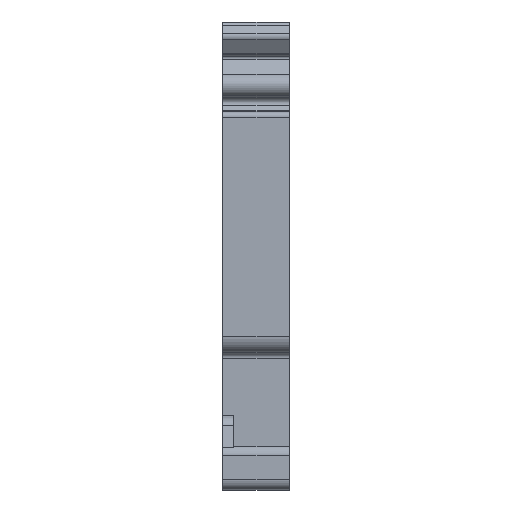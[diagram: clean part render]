
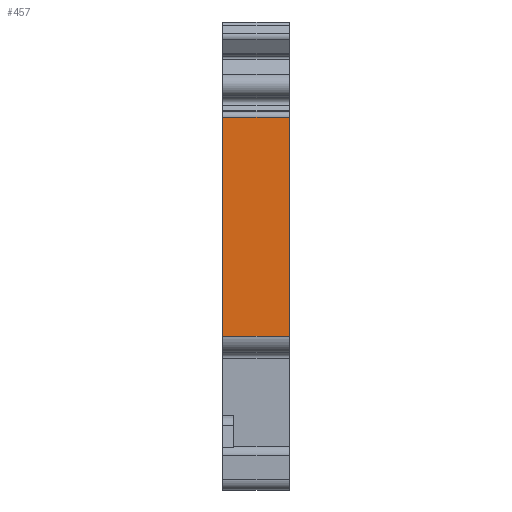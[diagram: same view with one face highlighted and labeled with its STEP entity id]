
A CAD part, left-side view. The second image highlights one B-rep face of the part: STEP entity #457.
In plain terms, the highlighted planar face has unit normal (-1, 0, 0).
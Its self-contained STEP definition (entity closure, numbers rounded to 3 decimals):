
#457 = ADVANCED_FACE( '', ( #995 ), #996, .T. );
#995 = FACE_OUTER_BOUND( '', #1613, .T. );
#996 = PLANE( '', #1614 );
#1613 = EDGE_LOOP( '', ( #3080, #3081, #3082, #3083 ) );
#1614 = AXIS2_PLACEMENT_3D( '', #3084, #3085, #3086 );
#3080 = ORIENTED_EDGE( '', *, *, #3921, .F. );
#3081 = ORIENTED_EDGE( '', *, *, #3989, .F. );
#3082 = ORIENTED_EDGE( '', *, *, #4261, .T. );
#3083 = ORIENTED_EDGE( '', *, *, #4372, .T. );
#3084 = CARTESIAN_POINT( '', ( -42.3, 6., 12.449 ) );
#3085 = DIRECTION( '', ( -1., 0., 0. ) );
#3086 = DIRECTION( '', ( 0., 0., 1. ) );
#3921 = EDGE_CURVE( '', #4784, #4786, #4787, .T. );
#3989 = EDGE_CURVE( '', #4910, #4784, #4912, .T. );
#4261 = EDGE_CURVE( '', #4910, #5344, #5346, .T. );
#4372 = EDGE_CURVE( '', #5344, #4786, #5509, .T. );
#4784 = VERTEX_POINT( '', #5997 );
#4786 = VERTEX_POINT( '', #5999 );
#4787 = LINE( '', #6000, #6001 );
#4910 = VERTEX_POINT( '', #6156 );
#4912 = LINE( '', #6158, #6159 );
#5344 = VERTEX_POINT( '', #6756 );
#5346 = LINE( '', #6758, #6759 );
#5509 = LINE( '', #6983, #6984 );
#5997 = CARTESIAN_POINT( '', ( -42.3, 0., 12.449 ) );
#5999 = CARTESIAN_POINT( '', ( -42.3, 0., -7.207 ) );
#6000 = CARTESIAN_POINT( '', ( -42.3, 0., 12.449 ) );
#6001 = VECTOR( '', #7491, 1000. );
#6156 = CARTESIAN_POINT( '', ( -42.3, 6., 12.449 ) );
#6158 = CARTESIAN_POINT( '', ( -42.3, 6., 12.449 ) );
#6159 = VECTOR( '', #7614, 1000. );
#6756 = CARTESIAN_POINT( '', ( -42.3, 6., -7.207 ) );
#6758 = CARTESIAN_POINT( '', ( -42.3, 6., 12.449 ) );
#6759 = VECTOR( '', #7945, 1000. );
#6983 = CARTESIAN_POINT( '', ( -42.3, 6., -7.207 ) );
#6984 = VECTOR( '', #8091, 1000. );
#7491 = DIRECTION( '', ( 0., 0., -1. ) );
#7614 = DIRECTION( '', ( 0., -1., 0. ) );
#7945 = DIRECTION( '', ( 0., 0., -1. ) );
#8091 = DIRECTION( '', ( 0., -1., 0. ) );
